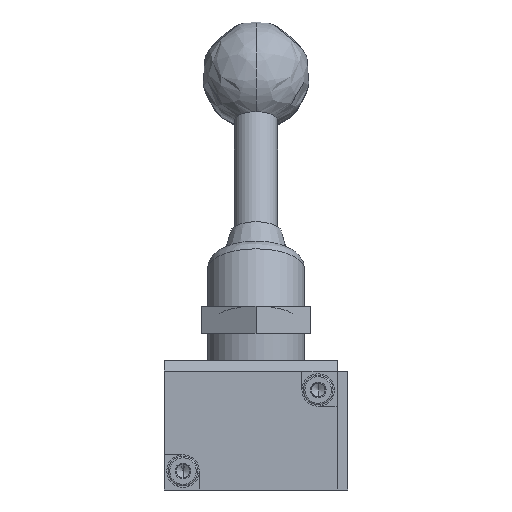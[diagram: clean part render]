
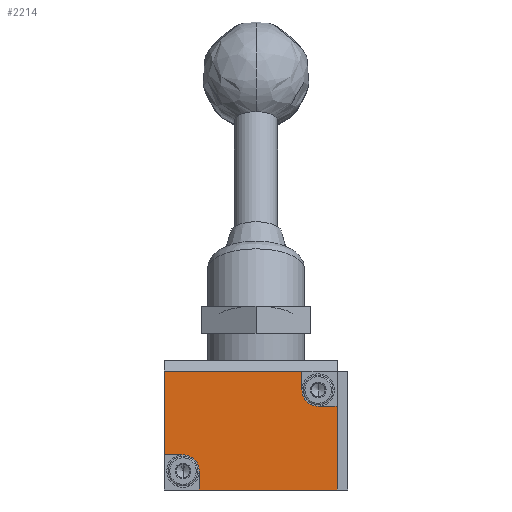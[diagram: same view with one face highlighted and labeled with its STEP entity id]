
A CAD part, front view. The second image highlights one B-rep face of the part: STEP entity #2214.
In plain terms, the highlighted planar face has unit normal (0, -1, 0).
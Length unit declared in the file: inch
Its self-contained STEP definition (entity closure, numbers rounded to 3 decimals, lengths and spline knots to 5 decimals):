
#17 = CARTESIAN_POINT ( 'NONE',  ( -0.62992, 0., 0.86614 ) ) ;
#40 = EDGE_CURVE ( 'NONE', #680, #2551, #5169, .T. ) ;
#72 = DIRECTION ( 'NONE',  ( 0., 0., 1. ) ) ;
#84 = CARTESIAN_POINT ( 'NONE',  ( 0.62992, 0., 0.86614 ) ) ;
#114 = AXIS2_PLACEMENT_3D ( 'NONE', #1759, #3372, #366 ) ;
#176 = CARTESIAN_POINT ( 'NONE',  ( 0.62992, 0., 0. ) ) ;
#239 = EDGE_CURVE ( 'NONE', #5255, #1939, #1270, .T. ) ;
#366 = DIRECTION ( 'NONE',  ( 0., 0., -1. ) ) ;
#430 = CARTESIAN_POINT ( 'NONE',  ( 0.37402, 0., 0.86614 ) ) ;
#527 = VERTEX_POINT ( 'NONE', #5821 ) ;
#540 = EDGE_CURVE ( 'NONE', #4536, #527, #778, .T. ) ;
#555 = VECTOR ( 'NONE', #3764, 39.37008 ) ;
#601 = DIRECTION ( 'NONE',  ( 0., 0., -1. ) ) ;
#610 = CARTESIAN_POINT ( 'NONE',  ( 0.49213, 0., 0.61024 ) ) ;
#680 = VERTEX_POINT ( 'NONE', #4138 ) ;
#758 = CARTESIAN_POINT ( 'NONE',  ( -0.49213, 0., 0.25591 ) ) ;
#778 = LINE ( 'NONE', #842, #2319 ) ;
#795 = ORIENTED_EDGE ( 'NONE', *, *, #540, .F. ) ;
#828 = VERTEX_POINT ( 'NONE', #2241 ) ;
#842 = CARTESIAN_POINT ( 'NONE',  ( -0.62992, 0., 0.25591 ) ) ;
#984 = CARTESIAN_POINT ( 'NONE',  ( -0.37402, 0., 0. ) ) ;
#993 = CARTESIAN_POINT ( 'NONE',  ( -0.49213, 0., 0.1378 ) ) ;
#1065 = ORIENTED_EDGE ( 'NONE', *, *, #5694, .T. ) ;
#1077 = VERTEX_POINT ( 'NONE', #17 ) ;
#1152 = ORIENTED_EDGE ( 'NONE', *, *, #40, .T. ) ;
#1183 = ORIENTED_EDGE ( 'NONE', *, *, #3857, .T. ) ;
#1203 = VECTOR ( 'NONE', #72, 39.37008 ) ;
#1263 = ORIENTED_EDGE ( 'NONE', *, *, #6177, .F. ) ;
#1270 = CIRCLE ( 'NONE', #5719, 0.11811 ) ;
#1361 = PLANE ( 'NONE',  #114 ) ;
#1433 = EDGE_CURVE ( 'NONE', #1077, #527, #4556, .T. ) ;
#1482 = DIRECTION ( 'NONE',  ( 0., -1., 0. ) ) ;
#1528 = LINE ( 'NONE', #84, #4702 ) ;
#1540 = VERTEX_POINT ( 'NONE', #6099 ) ;
#1577 = DIRECTION ( 'NONE',  ( 1., 0., 0. ) ) ;
#1759 = CARTESIAN_POINT ( 'NONE',  ( 0.62992, 0., 0. ) ) ;
#1859 = FACE_OUTER_BOUND ( 'NONE', #3362, .T. ) ;
#1939 = VERTEX_POINT ( 'NONE', #610 ) ;
#2072 = DIRECTION ( 'NONE',  ( 0., 0., -1. ) ) ;
#2117 = ORIENTED_EDGE ( 'NONE', *, *, #1433, .T. ) ;
#2214 = ADVANCED_FACE ( 'NONE', ( #1859 ), #1361, .F. ) ;
#2236 = VERTEX_POINT ( 'NONE', #430 ) ;
#2241 = CARTESIAN_POINT ( 'NONE',  ( 0.62992, 0., 0.61024 ) ) ;
#2319 = VECTOR ( 'NONE', #2856, 39.37008 ) ;
#2398 = LINE ( 'NONE', #984, #1203 ) ;
#2551 = VERTEX_POINT ( 'NONE', #3830 ) ;
#2599 = CARTESIAN_POINT ( 'NONE',  ( 0.62992, 0., 0.61024 ) ) ;
#2762 = DIRECTION ( 'NONE',  ( 1., 0., 0. ) ) ;
#2856 = DIRECTION ( 'NONE',  ( -1., 0., 0. ) ) ;
#3097 = CARTESIAN_POINT ( 'NONE',  ( -0.62992, 0., 0. ) ) ;
#3157 = VECTOR ( 'NONE', #2762, 39.37008 ) ;
#3353 = ORIENTED_EDGE ( 'NONE', *, *, #3658, .F. ) ;
#3362 = EDGE_LOOP ( 'NONE', ( #6344, #5896, #1183, #2117, #795, #3353, #3370, #1152, #1065, #1263 ) ) ;
#3370 = ORIENTED_EDGE ( 'NONE', *, *, #5088, .F. ) ;
#3372 = DIRECTION ( 'NONE',  ( 0., 1., 0. ) ) ;
#3658 = EDGE_CURVE ( 'NONE', #1540, #4536, #5111, .T. ) ;
#3732 = CARTESIAN_POINT ( 'NONE',  ( -0.62992, 0., 0.86614 ) ) ;
#3764 = DIRECTION ( 'NONE',  ( -1., 0., 0. ) ) ;
#3830 = CARTESIAN_POINT ( 'NONE',  ( 0.62992, 0., 0. ) ) ;
#3857 = EDGE_CURVE ( 'NONE', #2236, #1077, #6290, .T. ) ;
#4125 = LINE ( 'NONE', #2599, #6093 ) ;
#4138 = CARTESIAN_POINT ( 'NONE',  ( -0.37402, 0., 0. ) ) ;
#4141 = VECTOR ( 'NONE', #2072, 39.37008 ) ;
#4294 = DIRECTION ( 'NONE',  ( 0., -1., 0. ) ) ;
#4536 = VERTEX_POINT ( 'NONE', #758 ) ;
#4556 = LINE ( 'NONE', #3097, #4141 ) ;
#4567 = DIRECTION ( 'NONE',  ( 0., 0., 1. ) ) ;
#4702 = VECTOR ( 'NONE', #4567, 39.37008 ) ;
#5088 = EDGE_CURVE ( 'NONE', #680, #1540, #2398, .T. ) ;
#5099 = DIRECTION ( 'NONE',  ( 0., 0., 1. ) ) ;
#5111 = CIRCLE ( 'NONE', #6486, 0.11811 ) ;
#5169 = LINE ( 'NONE', #176, #3157 ) ;
#5172 = LINE ( 'NONE', #6170, #5238 ) ;
#5238 = VECTOR ( 'NONE', #601, 39.37008 ) ;
#5255 = VERTEX_POINT ( 'NONE', #6544 ) ;
#5694 = EDGE_CURVE ( 'NONE', #2551, #828, #1528, .T. ) ;
#5719 = AXIS2_PLACEMENT_3D ( 'NONE', #5899, #4294, #6322 ) ;
#5726 = EDGE_CURVE ( 'NONE', #2236, #5255, #5172, .T. ) ;
#5821 = CARTESIAN_POINT ( 'NONE',  ( -0.62992, 0., 0.25591 ) ) ;
#5896 = ORIENTED_EDGE ( 'NONE', *, *, #5726, .F. ) ;
#5899 = CARTESIAN_POINT ( 'NONE',  ( 0.49213, 0., 0.72835 ) ) ;
#6093 = VECTOR ( 'NONE', #1577, 39.37008 ) ;
#6099 = CARTESIAN_POINT ( 'NONE',  ( -0.37402, 0., 0.1378 ) ) ;
#6170 = CARTESIAN_POINT ( 'NONE',  ( 0.37402, 0., 0. ) ) ;
#6177 = EDGE_CURVE ( 'NONE', #1939, #828, #4125, .T. ) ;
#6290 = LINE ( 'NONE', #3732, #555 ) ;
#6322 = DIRECTION ( 'NONE',  ( 0., 0., 1. ) ) ;
#6344 = ORIENTED_EDGE ( 'NONE', *, *, #239, .F. ) ;
#6486 = AXIS2_PLACEMENT_3D ( 'NONE', #993, #1482, #5099 ) ;
#6544 = CARTESIAN_POINT ( 'NONE',  ( 0.37402, 0., 0.72835 ) ) ;
